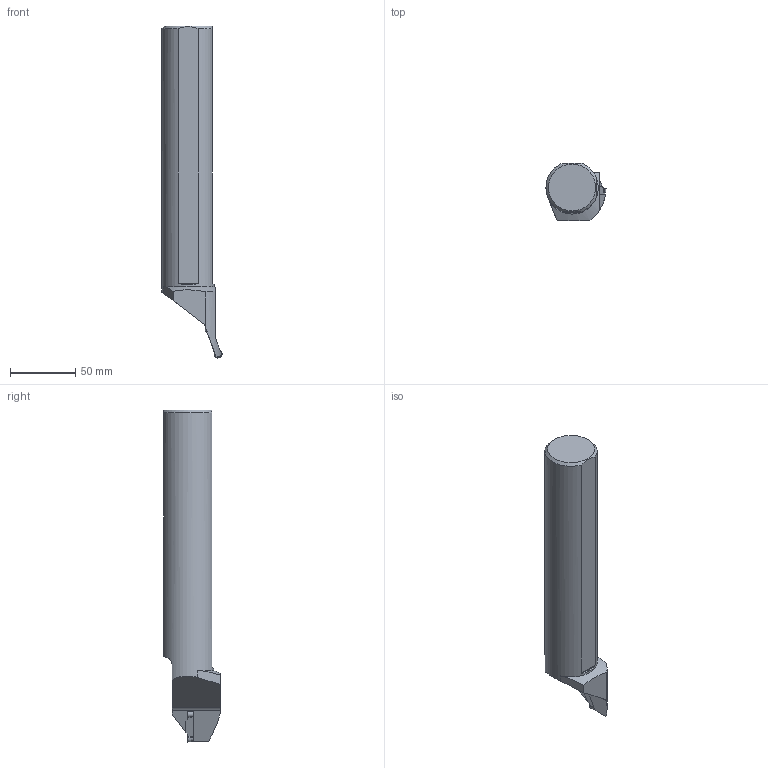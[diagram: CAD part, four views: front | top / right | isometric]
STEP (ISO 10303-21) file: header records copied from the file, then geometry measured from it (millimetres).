
FILE_DESCRIPTION(/* description */ (''),/* implementation_level */ '2;1');
FILE_NAME(/* name */ '1553661444751.stp',/* time_stamp */ '2019-03-27T10:08:06+06:00',/* author */ (''),/* organization */ ('SMS'),/* preprocessor_version */ 'ST-DEVELOPER v15',/* originating_system */ 'SIEMENS PLM Software NX 8.5',/* authorisation */ '');
FILE_SCHEMA (('AUTOMOTIVE_DESIGN { 1 0 10303 214 3 1 1 1 }'));
Length unit declared in the file: millimetre
Products named in the file (4): ASSEMBLY_CONSTRUCTION; 201539473mod000_00; 201700233mod000_00; 201700231mod000_00
Assembly tree (3 placements, depth 2):
  201700231mod000_00
    201700233mod000_00
    201539473mod000_00
    ASSEMBLY_CONSTRUCTION
Bounding box: 46 x 43.5 x 254 mm (x, y, z)
Volume: 270038.4 mm3; surface area: 32313.5 mm2
Topology: 2 solids, 2 shells, 81 faces, 243 edges, 173 vertices
Faces by surface type: plane 34, bspline 28, cylinder 14, cone 5
Entity records: 4678 total; most frequent: CARTESIAN_POINT 2648, ORIENTED_EDGE 480, DIRECTION 265, EDGE_CURVE 240, VERTEX_POINT 164, B_SPLINE_CURVE_WITH_KNOTS 127, AXIS2_PLACEMENT_3D 95, EDGE_LOOP 82
